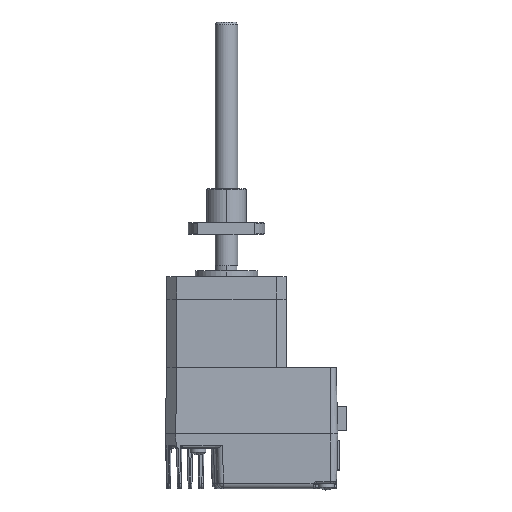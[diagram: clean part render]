
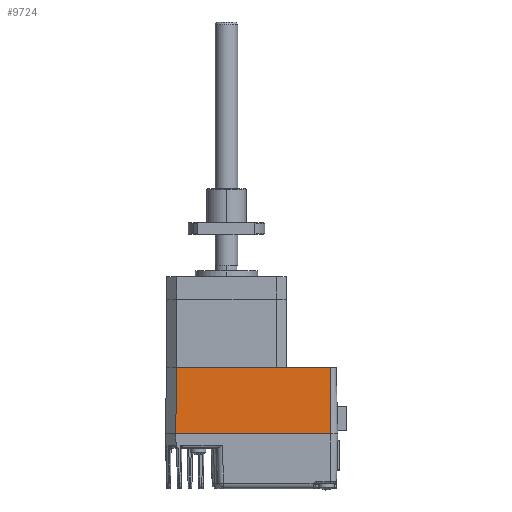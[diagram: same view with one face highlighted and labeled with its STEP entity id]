
A CAD part, top view. The second image highlights one B-rep face of the part: STEP entity #9724.
In plain terms, the highlighted planar face has unit normal (0, 0.026, 1).
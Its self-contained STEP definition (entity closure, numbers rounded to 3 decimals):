
#421 = VECTOR ( 'NONE', #8842, 1000. ) ;
#723 = EDGE_CURVE ( 'NONE', #1278, #9187, #14156, .T. ) ;
#1278 = VERTEX_POINT ( 'NONE', #5675 ) ;
#1592 = EDGE_LOOP ( 'NONE', ( #14528, #17292, #7721, #2313 ) ) ;
#1786 = CARTESIAN_POINT ( 'NONE',  ( -14.081, -50.908, 75.65 ) ) ;
#2313 = ORIENTED_EDGE ( 'NONE', *, *, #17778, .T. ) ;
#2960 = VECTOR ( 'NONE', #14080, 1000. ) ;
#3235 = PLANE ( 'NONE',  #5535 ) ;
#4498 = CARTESIAN_POINT ( 'NONE',  ( -14.081, -50.908, 75.65 ) ) ;
#4723 = LINE ( 'NONE', #4498, #421 ) ;
#5535 = AXIS2_PLACEMENT_3D ( 'NONE', #1786, #14769, #6142 ) ;
#5675 = CARTESIAN_POINT ( 'NONE',  ( -14.081, -50.908, 75.65 ) ) ;
#5774 = CARTESIAN_POINT ( 'NONE',  ( -14.081, -50.908, 75.65 ) ) ;
#6142 = DIRECTION ( 'NONE',  ( 0., -1., 0.026 ) ) ;
#6340 = LINE ( 'NONE', #11271, #2960 ) ;
#6820 = DIRECTION ( 'NONE',  ( -0.011, -1., 0.026 ) ) ;
#7033 = VERTEX_POINT ( 'NONE', #18473 ) ;
#7417 = CARTESIAN_POINT ( 'NONE',  ( 40.319, -50.908, 75.65 ) ) ;
#7495 = EDGE_CURVE ( 'NONE', #17615, #1278, #4723, .T. ) ;
#7721 = ORIENTED_EDGE ( 'NONE', *, *, #10765, .T. ) ;
#7996 = VECTOR ( 'NONE', #10814, 1000. ) ;
#8842 = DIRECTION ( 'NONE',  ( -1., 0., 0. ) ) ;
#8935 = LINE ( 'NONE', #9333, #7996 ) ;
#9187 = VERTEX_POINT ( 'NONE', #13511 ) ;
#9333 = CARTESIAN_POINT ( 'NONE',  ( 40.319, -50.908, 75.65 ) ) ;
#9724 = ADVANCED_FACE ( 'NONE', ( #17458 ), #3235, .T. ) ;
#10765 = EDGE_CURVE ( 'NONE', #9187, #7033, #6340, .T. ) ;
#10814 = DIRECTION ( 'NONE',  ( 0., 1., -0.026 ) ) ;
#11237 = VECTOR ( 'NONE', #6820, 1000. ) ;
#11271 = CARTESIAN_POINT ( 'NONE',  ( -14.081, -74.408, 76.265 ) ) ;
#13511 = CARTESIAN_POINT ( 'NONE',  ( -14.336, -74.408, 76.265 ) ) ;
#14080 = DIRECTION ( 'NONE',  ( 1., 0., 0. ) ) ;
#14156 = LINE ( 'NONE', #5774, #11237 ) ;
#14528 = ORIENTED_EDGE ( 'NONE', *, *, #7495, .T. ) ;
#14769 = DIRECTION ( 'NONE',  ( 0., 0.026, 1. ) ) ;
#17292 = ORIENTED_EDGE ( 'NONE', *, *, #723, .T. ) ;
#17458 = FACE_OUTER_BOUND ( 'NONE', #1592, .T. ) ;
#17615 = VERTEX_POINT ( 'NONE', #7417 ) ;
#17778 = EDGE_CURVE ( 'NONE', #7033, #17615, #8935, .T. ) ;
#18473 = CARTESIAN_POINT ( 'NONE',  ( 40.319, -74.408, 76.265 ) ) ;
